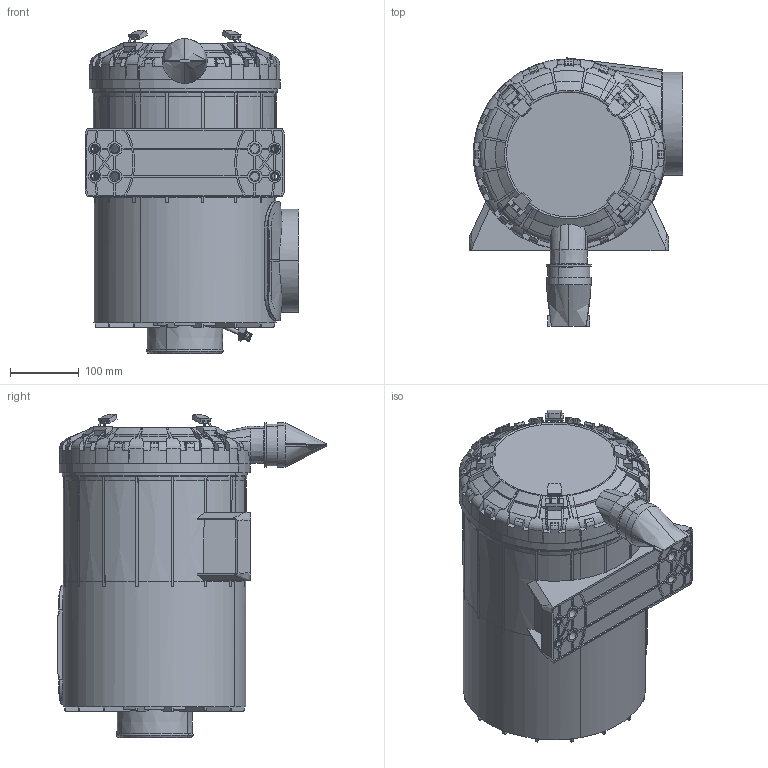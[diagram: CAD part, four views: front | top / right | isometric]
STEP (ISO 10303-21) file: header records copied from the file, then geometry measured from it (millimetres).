
FILE_DESCRIPTION(('Open CASCADE Model'),'2;1');
FILE_NAME('Open CASCADE Shape Model','2021-11-09T12:11:30',('Author'),( 'Open CASCADE'),'Open CASCADE STEP processor 6.2','Open CASCADE 6.2' ,'Unknown');
FILE_SCHEMA(('CONFIG_CONTROL_DESIGN'));
Length unit declared in the file: millimetre
Products named in the file (13): M+H GmbH STEP 1; M+H GmbH STEP 2; M+H GmbH STEP 3; M+H GmbH STEP 4; M+H GmbH STEP 5; M+H GmbH STEP 6; M+H GmbH STEP 7; M+H GmbH STEP 8; M+H GmbH STEP 9; M+H GmbH STEP 10; M+H GmbH STEP 11; M+H GmbH STEP 12; M+H GmbH STEP 13
Bounding box: 311.55 x 391.17 x 470.47 mm (x, y, z)
Volume: 24667333.9 mm3; surface area: 917588.3 mm2
Topology: 13 solids, 17 shells, 1515 faces, 4121 edges, 2680 vertices
Faces by surface type: plane 643, cylinder 296, cone 272, bspline 174, torus 78, revolution 36, extrusion 16
Entity records: 214572 total; most frequent: CARTESIAN_POINT 144399, DIRECTION 9097, ORIENTED_EDGE 8242, PCURVE 8242, DEFINITIONAL_REPRESENTATION 8242, B_SPLINE_CURVE_WITH_KNOTS 7044, EDGE_CURVE 4121, SURFACE_CURVE 4121
